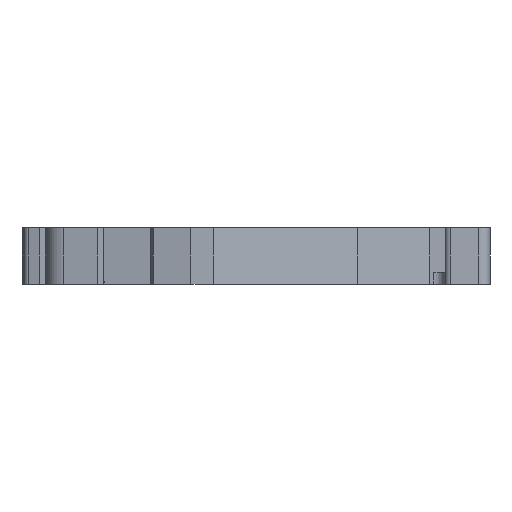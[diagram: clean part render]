
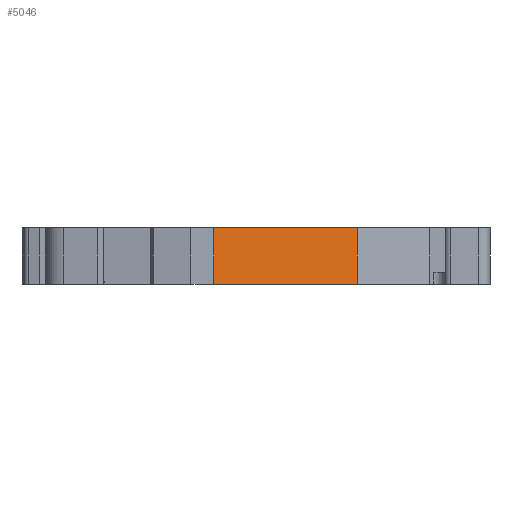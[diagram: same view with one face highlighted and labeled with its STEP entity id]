
A CAD part, left-side view. The second image highlights one B-rep face of the part: STEP entity #5046.
In plain terms, the highlighted planar face has unit normal (-0.979, -0.202, 0).
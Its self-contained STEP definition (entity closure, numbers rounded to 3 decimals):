
#56 = CARTESIAN_POINT ( 'NONE',  ( -26.65, -2.537, -25.204 ) ) ;
#400 = EDGE_CURVE ( 'NONE', #4592, #3425, #3781, .T. ) ;
#472 = EDGE_CURVE ( 'NONE', #2825, #4592, #3046, .T. ) ;
#783 = ORIENTED_EDGE ( 'NONE', *, *, #7021, .F. ) ;
#979 = CARTESIAN_POINT ( 'NONE',  ( -24.013, -15.306, 0. ) ) ;
#1247 = VECTOR ( 'NONE', #8325, 1000. ) ;
#1471 = DIRECTION ( 'NONE',  ( 0.202, -0.979, 0. ) ) ;
#1806 = ORIENTED_EDGE ( 'NONE', *, *, #400, .F. ) ;
#1895 = CARTESIAN_POINT ( 'NONE',  ( -26.65, -2.537, 5. ) ) ;
#2070 = CARTESIAN_POINT ( 'NONE',  ( -24.013, -15.306, -15.738 ) ) ;
#2460 = CARTESIAN_POINT ( 'NONE',  ( -26.65, -2.537, 0. ) ) ;
#2734 = ORIENTED_EDGE ( 'NONE', *, *, #4028, .T. ) ;
#2825 = VERTEX_POINT ( 'NONE', #7572 ) ;
#3009 = FACE_OUTER_BOUND ( 'NONE', #4307, .T. ) ;
#3046 = LINE ( 'NONE', #56, #1247 ) ;
#3425 = VERTEX_POINT ( 'NONE', #6041 ) ;
#3527 = LINE ( 'NONE', #2070, #4742 ) ;
#3781 = LINE ( 'NONE', #6018, #4375 ) ;
#4028 = EDGE_CURVE ( 'NONE', #6349, #3425, #3527, .T. ) ;
#4307 = EDGE_LOOP ( 'NONE', ( #783, #2734, #1806, #6989 ) ) ;
#4353 = LINE ( 'NONE', #2460, #6586 ) ;
#4375 = VECTOR ( 'NONE', #1471, 1000. ) ;
#4592 = VERTEX_POINT ( 'NONE', #1895 ) ;
#4742 = VECTOR ( 'NONE', #7587, 1000. ) ;
#5046 = ADVANCED_FACE ( 'NONE', ( #3009 ), #5880, .T. ) ;
#5880 = PLANE ( 'NONE',  #6876 ) ;
#6018 = CARTESIAN_POINT ( 'NONE',  ( -26.65, -2.537, 5. ) ) ;
#6041 = CARTESIAN_POINT ( 'NONE',  ( -24.013, -15.306, 5. ) ) ;
#6349 = VERTEX_POINT ( 'NONE', #979 ) ;
#6586 = VECTOR ( 'NONE', #8477, 1000. ) ;
#6876 = AXIS2_PLACEMENT_3D ( 'NONE', #8915, #8076, #7896 ) ;
#6989 = ORIENTED_EDGE ( 'NONE', *, *, #472, .F. ) ;
#7021 = EDGE_CURVE ( 'NONE', #6349, #2825, #4353, .T. ) ;
#7572 = CARTESIAN_POINT ( 'NONE',  ( -26.65, -2.537, 0. ) ) ;
#7587 = DIRECTION ( 'NONE',  ( 0., 0., 1. ) ) ;
#7896 = DIRECTION ( 'NONE',  ( 0.202, -0.979, 0. ) ) ;
#8076 = DIRECTION ( 'NONE',  ( -0.979, -0.202, 0. ) ) ;
#8325 = DIRECTION ( 'NONE',  ( 0., 0., 1. ) ) ;
#8477 = DIRECTION ( 'NONE',  ( -0.202, 0.979, 0. ) ) ;
#8915 = CARTESIAN_POINT ( 'NONE',  ( -26.65, -2.537, -25.204 ) ) ;
